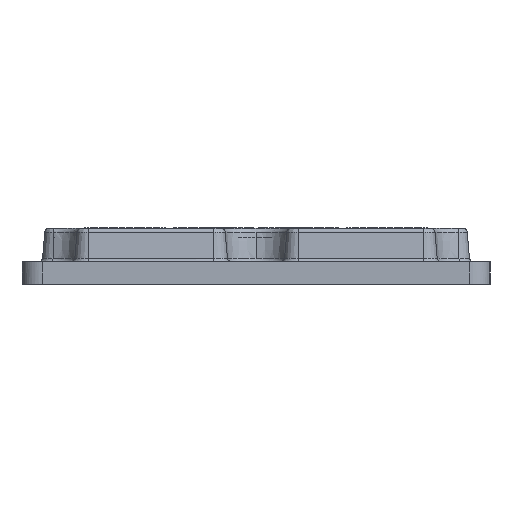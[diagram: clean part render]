
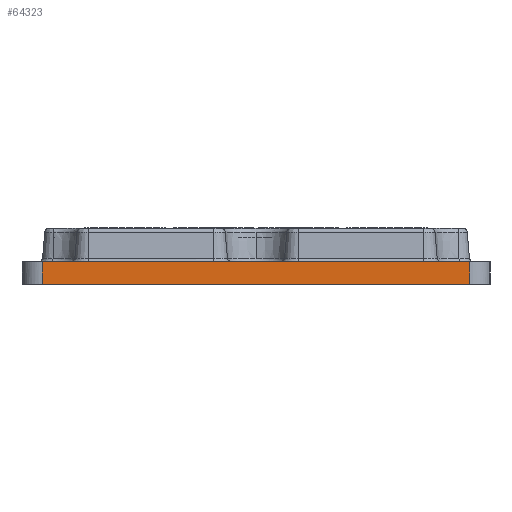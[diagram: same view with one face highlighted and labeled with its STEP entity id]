
A CAD part, left-side view. The second image highlights one B-rep face of the part: STEP entity #64323.
In plain terms, the highlighted planar face has unit normal (-1, 0, 0).
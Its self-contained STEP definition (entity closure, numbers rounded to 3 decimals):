
#1347 = PLANE ( 'NONE',  #60033 ) ;
#3338 = CARTESIAN_POINT ( 'NONE',  ( -260., 53., 0. ) ) ;
#7042 = DIRECTION ( 'NONE',  ( 0., -1., 0. ) ) ;
#15771 = LINE ( 'NONE', #59171, #18585 ) ;
#15772 = CARTESIAN_POINT ( 'NONE',  ( -260., -53., 0. ) ) ;
#18585 = VECTOR ( 'NONE', #102536, 1000. ) ;
#19978 = ORIENTED_EDGE ( 'NONE', *, *, #80840, .T. ) ;
#22549 = CARTESIAN_POINT ( 'NONE',  ( -260., -53., 5.5 ) ) ;
#22797 = EDGE_LOOP ( 'NONE', ( #127697, #19978, #74205, #136479 ) ) ;
#33229 = CARTESIAN_POINT ( 'NONE',  ( -260., 53., 5.5 ) ) ;
#36332 = VECTOR ( 'NONE', #85768, 1000. ) ;
#41155 = EDGE_CURVE ( 'NONE', #107080, #116169, #120659, .T. ) ;
#41245 = CARTESIAN_POINT ( 'NONE',  ( -260., 53., 5.5 ) ) ;
#42409 = CARTESIAN_POINT ( 'NONE',  ( -260., 53., -532.781 ) ) ;
#44721 = CARTESIAN_POINT ( 'NONE',  ( -260., 53., -532.781 ) ) ;
#59171 = CARTESIAN_POINT ( 'NONE',  ( -260., -53., -532.781 ) ) ;
#60033 = AXIS2_PLACEMENT_3D ( 'NONE', #44721, #88079, #131483 ) ;
#60925 = EDGE_CURVE ( 'NONE', #77643, #107080, #139860, .T. ) ;
#61122 = LINE ( 'NONE', #104494, #108222 ) ;
#64323 = ADVANCED_FACE ( 'NONE', ( #98796 ), #1347, .T. ) ;
#74205 = ORIENTED_EDGE ( 'NONE', *, *, #131247, .T. ) ;
#76588 = CARTESIAN_POINT ( 'NONE',  ( -260., 17.667, 5.5 ) ) ;
#77643 = VERTEX_POINT ( 'NONE', #3338 ) ;
#77884 = VERTEX_POINT ( 'NONE', #15772 ) ;
#80840 = EDGE_CURVE ( 'NONE', #77643, #77884, #61122, .T. ) ;
#85768 = DIRECTION ( 'NONE',  ( 0., 0., 1. ) ) ;
#88079 = DIRECTION ( 'NONE',  ( -1., 0., 0. ) ) ;
#98796 = FACE_OUTER_BOUND ( 'NONE', #22797, .T. ) ;
#102536 = DIRECTION ( 'NONE',  ( 0., 0., 1. ) ) ;
#104494 = CARTESIAN_POINT ( 'NONE',  ( -260., 53., 0. ) ) ;
#107080 = VERTEX_POINT ( 'NONE', #41245 ) ;
#108222 = VECTOR ( 'NONE', #7042, 1000. ) ;
#116169 = VERTEX_POINT ( 'NONE', #128529 ) ;
#119966 = CARTESIAN_POINT ( 'NONE',  ( -260., -17.667, 5.5 ) ) ;
#120659 = B_SPLINE_CURVE_WITH_KNOTS ( 'NONE', 3,
 ( #33229, #76588, #119966, #22549 ),
 .UNSPECIFIED., .F., .F.,
 ( 4, 4 ),
 ( 0., 1. ),
 .UNSPECIFIED. ) ;
#127697 = ORIENTED_EDGE ( 'NONE', *, *, #60925, .F. ) ;
#128529 = CARTESIAN_POINT ( 'NONE',  ( -260., -53., 5.5 ) ) ;
#131247 = EDGE_CURVE ( 'NONE', #77884, #116169, #15771, .T. ) ;
#131483 = DIRECTION ( 'NONE',  ( 0., -1., 0. ) ) ;
#136479 = ORIENTED_EDGE ( 'NONE', *, *, #41155, .F. ) ;
#139860 = LINE ( 'NONE', #42409, #36332 ) ;
